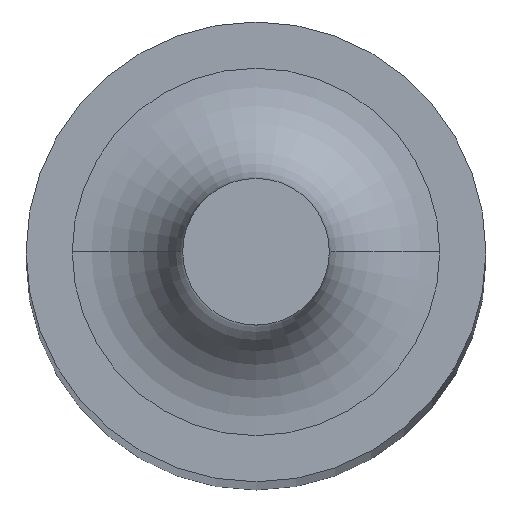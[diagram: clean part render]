
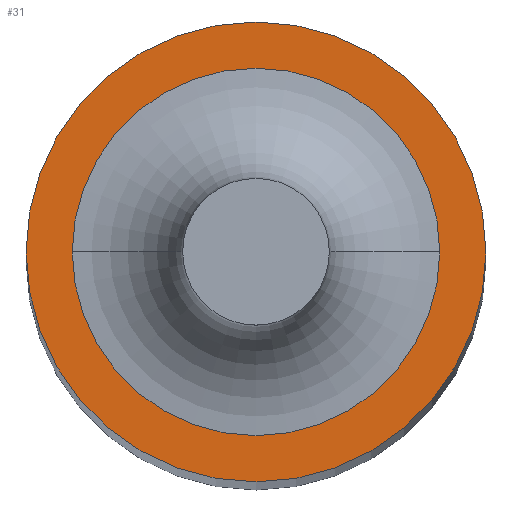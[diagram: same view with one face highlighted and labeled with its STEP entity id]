
A CAD part, top view. The second image highlights one B-rep face of the part: STEP entity #31.
In plain terms, the highlighted planar face has unit normal (0, 0, 1).
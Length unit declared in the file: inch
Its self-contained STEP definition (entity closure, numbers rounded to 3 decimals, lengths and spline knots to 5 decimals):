
#11 = CIRCLE ( 'NONE', #131, 0.09375 ) ;
#18 = CARTESIAN_POINT ( 'NONE',  ( 0.09375, 0., 1.95 ) ) ;
#28 = CARTESIAN_POINT ( 'NONE',  ( 0., 0., 1.95 ) ) ;
#31 = ADVANCED_FACE ( 'NONE', ( #144, #240 ), #74, .T. ) ;
#34 = DIRECTION ( 'NONE',  ( 1., 0., 0. ) ) ;
#51 = VERTEX_POINT ( 'NONE', #18 ) ;
#63 = DIRECTION ( 'NONE',  ( 0., 0., -1. ) ) ;
#64 = CARTESIAN_POINT ( 'NONE',  ( 0., 0., 1.95 ) ) ;
#68 = CIRCLE ( 'NONE', #146, 0.07491 ) ;
#74 = PLANE ( 'NONE',  #83 ) ;
#83 = AXIS2_PLACEMENT_3D ( 'NONE', #203, #334, #400 ) ;
#93 = DIRECTION ( 'NONE',  ( 1., 0., 0. ) ) ;
#98 = CIRCLE ( 'NONE', #410, 0.07491 ) ;
#105 = CIRCLE ( 'NONE', #398, 0.09375 ) ;
#131 = AXIS2_PLACEMENT_3D ( 'NONE', #64, #347, #34 ) ;
#142 = EDGE_CURVE ( 'NONE', #51, #346, #11, .T. ) ;
#144 = FACE_BOUND ( 'NONE', #188, .T. ) ;
#146 = AXIS2_PLACEMENT_3D ( 'NONE', #351, #163, #195 ) ;
#161 = CARTESIAN_POINT ( 'NONE',  ( 0., 0., 1.95 ) ) ;
#163 = DIRECTION ( 'NONE',  ( 0., 0., -1. ) ) ;
#164 = EDGE_CURVE ( 'NONE', #383, #309, #68, .T. ) ;
#186 = ORIENTED_EDGE ( 'NONE', *, *, #296, .T. ) ;
#188 = EDGE_LOOP ( 'NONE', ( #349, #307 ) ) ;
#195 = DIRECTION ( 'NONE',  ( -1., 0., 0. ) ) ;
#203 = CARTESIAN_POINT ( 'NONE',  ( -0.07491, 0., 1.95 ) ) ;
#240 = FACE_OUTER_BOUND ( 'NONE', #283, .T. ) ;
#283 = EDGE_LOOP ( 'NONE', ( #186, #332 ) ) ;
#296 = EDGE_CURVE ( 'NONE', #346, #51, #105, .T. ) ;
#307 = ORIENTED_EDGE ( 'NONE', *, *, #164, .T. ) ;
#309 = VERTEX_POINT ( 'NONE', #312 ) ;
#310 = EDGE_CURVE ( 'NONE', #309, #383, #98, .T. ) ;
#312 = CARTESIAN_POINT ( 'NONE',  ( -0.07491, 0., 1.95 ) ) ;
#315 = DIRECTION ( 'NONE',  ( -1., 0., 0. ) ) ;
#326 = CARTESIAN_POINT ( 'NONE',  ( 0.07491, 0., 1.95 ) ) ;
#332 = ORIENTED_EDGE ( 'NONE', *, *, #142, .T. ) ;
#334 = DIRECTION ( 'NONE',  ( 0., 0., 1. ) ) ;
#346 = VERTEX_POINT ( 'NONE', #361 ) ;
#347 = DIRECTION ( 'NONE',  ( 0., 0., 1. ) ) ;
#349 = ORIENTED_EDGE ( 'NONE', *, *, #310, .T. ) ;
#351 = CARTESIAN_POINT ( 'NONE',  ( 0., 0., 1.95 ) ) ;
#361 = CARTESIAN_POINT ( 'NONE',  ( -0.09375, 0., 1.95 ) ) ;
#380 = DIRECTION ( 'NONE',  ( 0., 0., 1. ) ) ;
#383 = VERTEX_POINT ( 'NONE', #326 ) ;
#398 = AXIS2_PLACEMENT_3D ( 'NONE', #161, #380, #93 ) ;
#400 = DIRECTION ( 'NONE',  ( -1., 0., 0. ) ) ;
#410 = AXIS2_PLACEMENT_3D ( 'NONE', #28, #63, #315 ) ;
